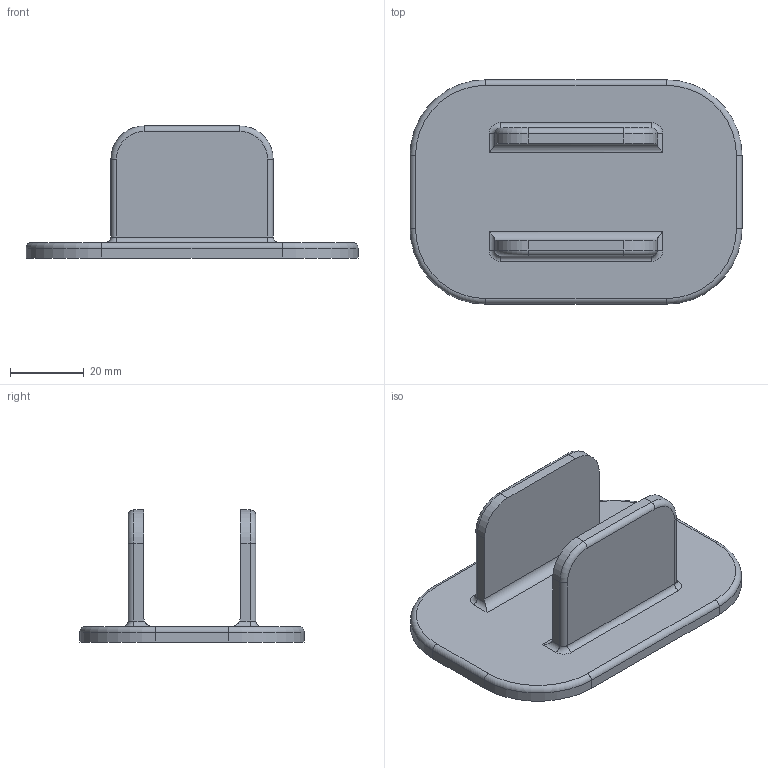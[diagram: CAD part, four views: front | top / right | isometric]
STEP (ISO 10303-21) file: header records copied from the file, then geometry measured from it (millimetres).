
FILE_DESCRIPTION(/* description */ (''),/* implementation_level */ '2;1');
FILE_NAME(/* name */ 'rsp1Aholder v5.stp',/* time_stamp */ '2023-01-01T15:21:31+01:00',/* author */ (''),/* organization */ (''),/* preprocessor_version */ 'ST-DEVELOPER v19.2',/* originating_system */ 'Autodesk Translation Framework v11.17.0.187',/* authorisation */ '');
FILE_SCHEMA (('AUTOMOTIVE_DESIGN { 1 0 10303 214 3 1 1 }'));
Length unit declared in the file: millimetre
Products named in the file (1): rsp1A_holder
Bounding box: 90 x 60.8 x 35.8 mm (x, y, z)
Volume: 32667.3 mm3; surface area: 17058.2 mm2
Topology: 1 solids, 1 shells, 158 faces, 417 edges, 270 vertices
Faces by surface type: plane 66, bspline 54, cylinder 26, torus 12
Entity records: 5412 total; most frequent: CARTESIAN_POINT 1800, ORIENTED_EDGE 834, DIRECTION 577, EDGE_CURVE 417, VERTEX_POINT 270, LINE 243, VECTOR 243, EDGE_LOOP 167
